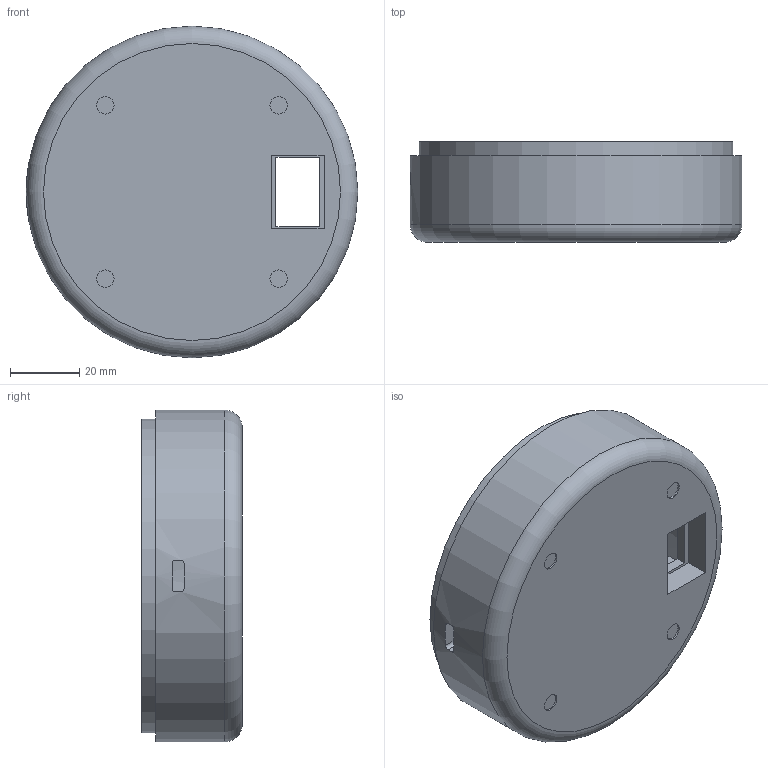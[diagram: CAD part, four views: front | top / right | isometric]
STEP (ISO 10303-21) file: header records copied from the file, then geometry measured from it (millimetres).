
FILE_DESCRIPTION(/* description */ (''),/* implementation_level */ '2;1');
FILE_NAME(/* name */ 'Socle.stp',/* time_stamp */ '2025-01-30T02:11:04+01:00',/* author */ ('malam'),/* organization */ (''),/* preprocessor_version */ 'ST-DEVELOPER v19.2',/* originating_system */ 'Autodesk Inventor 2024',/* authorisation */ '');
FILE_SCHEMA (('AUTOMOTIVE_DESIGN { 1 0 10303 214 3 1 1 }'));
Length unit declared in the file: millimetre
Products named in the file (1): Socle test mesure
Bounding box: 95.78 x 29 x 95.78 mm (x, y, z)
Volume: 73772.8 mm3; surface area: 31814.9 mm2
Topology: 1 solids, 1 shells, 118 faces, 302 edges, 194 vertices
Faces by surface type: plane 83, cylinder 31, torus 4
Full cylindrical faces by diameter (mm): 3.1 x4, 5 x4, 90.62 x1, 95.78 x1
Entity records: 3872 total; most frequent: CARTESIAN_POINT 771, DIRECTION 616, ORIENTED_EDGE 604, EDGE_CURVE 302, AXIS2_PLACEMENT_3D 207, LINE 202, VECTOR 202, VERTEX_POINT 194
